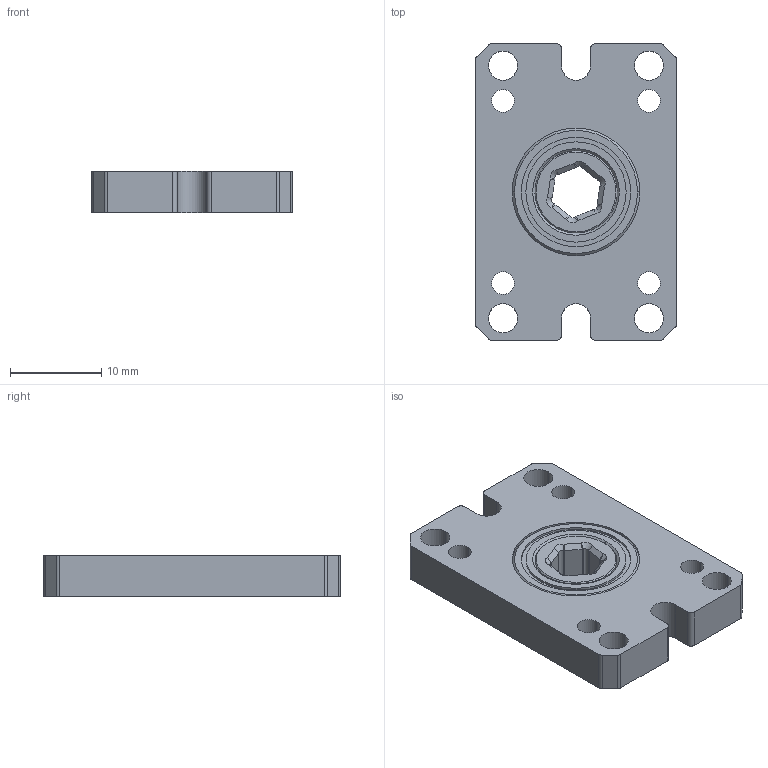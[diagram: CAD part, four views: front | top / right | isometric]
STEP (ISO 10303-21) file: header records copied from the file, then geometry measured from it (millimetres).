
FILE_DESCRIPTION (( 'STEP AP214' ), '1' );
FILE_NAME ('REV-41-1683.STEP', '2019-08-05T23:38:34', ( '' ), ( '' ), 'SwSTEP 2.0', 'SolidWorks 2018', '' );
FILE_SCHEMA (( 'AUTOMOTIVE_DESIGN' ));
Length unit declared in the file: millimetre
Products named in the file (4): REV-41-1683-1; REV-41-1683; 679ZZ; REV-41-1527
Assembly tree (3 placements, depth 2):
  REV-41-1683
    REV-41-1683-1
    REV-41-1527
    679ZZ
Bounding box: 22 x 32.5 x 4.5 mm (x, y, z)
Volume: 2741.1 mm3; surface area: 2808.7 mm2
Topology: 3 solids, 3 shells, 157 faces, 380 edges, 209 vertices
Faces by surface type: cylinder 65, cone 50, plane 42
Entity records: 4633 total; most frequent: DIRECTION 839, CARTESIAN_POINT 728, ORIENTED_EDGE 712, EDGE_CURVE 356, AXIS2_PLACEMENT_3D 320, VERTEX_POINT 209, LINE 199, VECTOR 199
